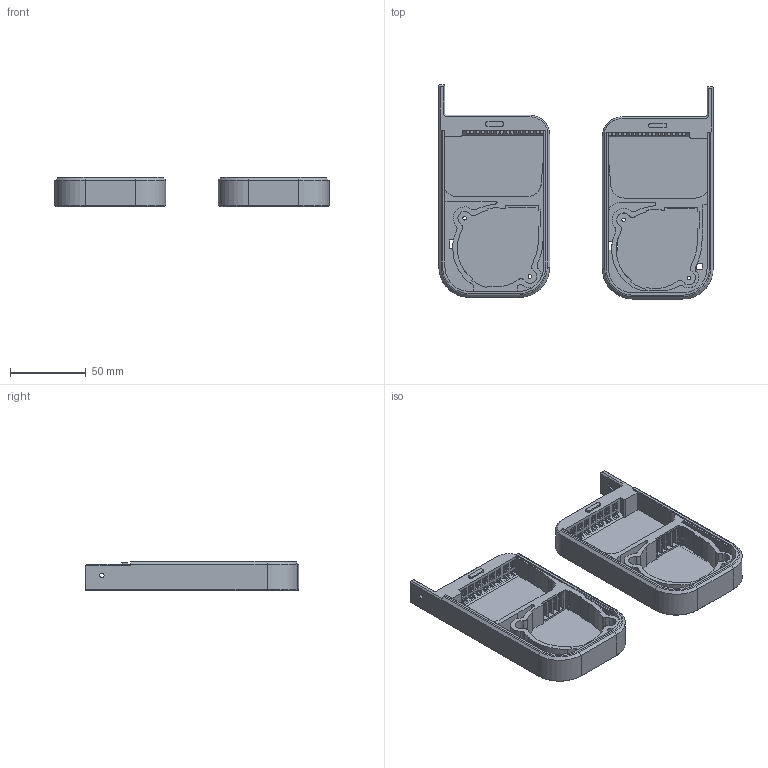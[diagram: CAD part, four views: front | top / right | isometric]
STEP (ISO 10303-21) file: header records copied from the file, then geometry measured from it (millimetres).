
FILE_DESCRIPTION(/* description */ (''),/* implementation_level */ '2;1');
FILE_NAME(/* name */ 'Single Fan v3 Non Magnetic v3.step',/* time_stamp */ '2023-01-23T21:04:16-05:00',/* author */ (''),/* organization */ (''),/* preprocessor_version */ 'ST-DEVELOPER v19.2',/* originating_system */ 'Autodesk Translation Framework v11.17.0.187',/* authorisation */ '');
FILE_SCHEMA (('AUTOMOTIVE_DESIGN { 1 0 10303 214 3 1 1 }'));
Length unit declared in the file: millimetre
Products named in the file (3): Single Fan v3 Non Magnetic; Left Side Housing Fixed Mount; Right Side Housing Fixed Mount
Assembly tree (2 placements, depth 2):
  Single Fan v3 Non Magnetic
    Left Side Housing Fixed Mount
    Right Side Housing Fixed Mount
Bounding box: 180.76 x 141.06 x 19.25 mm (x, y, z)
Volume: 117416.9 mm3; surface area: 80996.4 mm2
Topology: 2 solids, 2 shells, 819 faces, 2364 edges, 1468 vertices
Faces by surface type: plane 636, cylinder 144, cone 36, bspline 3
Full cylindrical faces by diameter (mm): 2.4 x4, 3 x2, 4.6 x2, 5 x2
Entity records: 27124 total; most frequent: CARTESIAN_POINT 5279, ORIENTED_EDGE 4728, DIRECTION 4294, EDGE_CURVE 2364, LINE 1938, VECTOR 1938, VERTEX_POINT 1468, AXIS2_PLACEMENT_3D 1178
